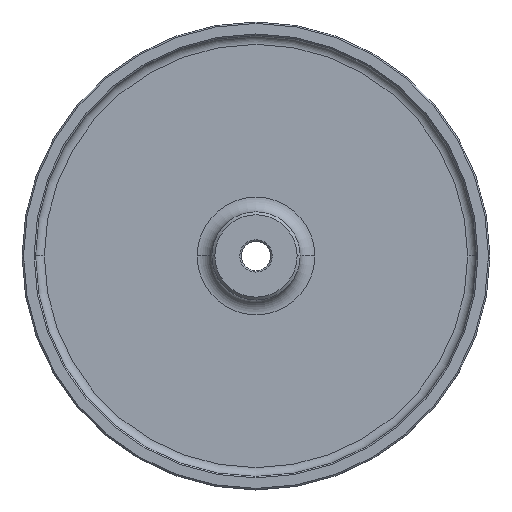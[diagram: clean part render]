
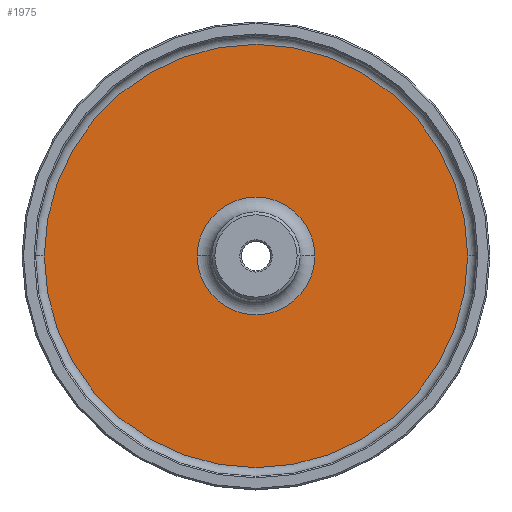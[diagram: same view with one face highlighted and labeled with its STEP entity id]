
A CAD part, top view. The second image highlights one B-rep face of the part: STEP entity #1975.
In plain terms, the highlighted planar face has unit normal (0, 0, 1).
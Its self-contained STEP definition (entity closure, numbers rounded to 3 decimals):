
#12 = AXIS2_PLACEMENT_3D ( 'NONE', #1707, #1710, #1774 ) ;
#85 = CARTESIAN_POINT ( 'NONE',  ( 0., 0., 15.5 ) ) ;
#162 = EDGE_CURVE ( 'NONE', #692, #1328, #323, .T. ) ;
#186 = CARTESIAN_POINT ( 'NONE',  ( 20., 0., 15.5 ) ) ;
#246 = ORIENTED_EDGE ( 'NONE', *, *, #1480, .F. ) ;
#271 = DIRECTION ( 'NONE',  ( 1., 0., 0. ) ) ;
#292 = CARTESIAN_POINT ( 'NONE',  ( -20., 0., 15.5 ) ) ;
#323 = CIRCLE ( 'NONE', #12, 20. ) ;
#365 = FACE_BOUND ( 'NONE', #1255, .T. ) ;
#514 = CARTESIAN_POINT ( 'NONE',  ( 0., 0., 15.5 ) ) ;
#525 = CIRCLE ( 'NONE', #1330, 72. ) ;
#545 = DIRECTION ( 'NONE',  ( 1., 0., 0. ) ) ;
#657 = VERTEX_POINT ( 'NONE', #975 ) ;
#692 = VERTEX_POINT ( 'NONE', #292 ) ;
#722 = AXIS2_PLACEMENT_3D ( 'NONE', #1584, #1117, #1202 ) ;
#761 = DIRECTION ( 'NONE',  ( 0., 0., 1. ) ) ;
#958 = ORIENTED_EDGE ( 'NONE', *, *, #1437, .F. ) ;
#975 = CARTESIAN_POINT ( 'NONE',  ( -72., 0., 15.5 ) ) ;
#1060 = CIRCLE ( 'NONE', #1235, 20. ) ;
#1082 = CIRCLE ( 'NONE', #1276, 72. ) ;
#1117 = DIRECTION ( 'NONE',  ( 0., 0., -1. ) ) ;
#1202 = DIRECTION ( 'NONE',  ( -1., 0., 0. ) ) ;
#1235 = AXIS2_PLACEMENT_3D ( 'NONE', #514, #761, #1538 ) ;
#1255 = EDGE_LOOP ( 'NONE', ( #246, #1563 ) ) ;
#1276 = AXIS2_PLACEMENT_3D ( 'NONE', #85, #1896, #271 ) ;
#1328 = VERTEX_POINT ( 'NONE', #186 ) ;
#1330 = AXIS2_PLACEMENT_3D ( 'NONE', #1751, #1612, #545 ) ;
#1394 = EDGE_CURVE ( 'NONE', #1507, #657, #525, .T. ) ;
#1398 = EDGE_LOOP ( 'NONE', ( #1957, #958 ) ) ;
#1432 = CARTESIAN_POINT ( 'NONE',  ( 72., 0., 15.5 ) ) ;
#1437 = EDGE_CURVE ( 'NONE', #657, #1507, #1082, .T. ) ;
#1480 = EDGE_CURVE ( 'NONE', #1328, #692, #1060, .T. ) ;
#1507 = VERTEX_POINT ( 'NONE', #1432 ) ;
#1518 = PLANE ( 'NONE',  #722 ) ;
#1538 = DIRECTION ( 'NONE',  ( 1., 0., 0. ) ) ;
#1563 = ORIENTED_EDGE ( 'NONE', *, *, #162, .F. ) ;
#1584 = CARTESIAN_POINT ( 'NONE',  ( 0., 0., 15.5 ) ) ;
#1612 = DIRECTION ( 'NONE',  ( 0., 0., -1. ) ) ;
#1707 = CARTESIAN_POINT ( 'NONE',  ( 0., 0., 15.5 ) ) ;
#1710 = DIRECTION ( 'NONE',  ( 0., 0., 1. ) ) ;
#1751 = CARTESIAN_POINT ( 'NONE',  ( 0., 0., 15.5 ) ) ;
#1774 = DIRECTION ( 'NONE',  ( 1., 0., 0. ) ) ;
#1896 = DIRECTION ( 'NONE',  ( 0., 0., -1. ) ) ;
#1904 = FACE_OUTER_BOUND ( 'NONE', #1398, .T. ) ;
#1957 = ORIENTED_EDGE ( 'NONE', *, *, #1394, .F. ) ;
#1975 = ADVANCED_FACE ( 'NONE', ( #365, #1904 ), #1518, .F. ) ;
